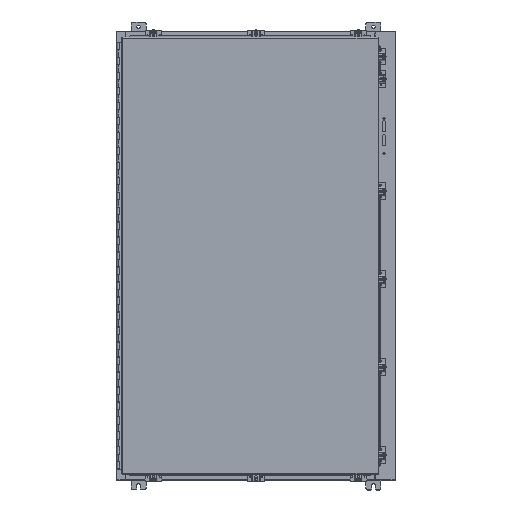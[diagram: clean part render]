
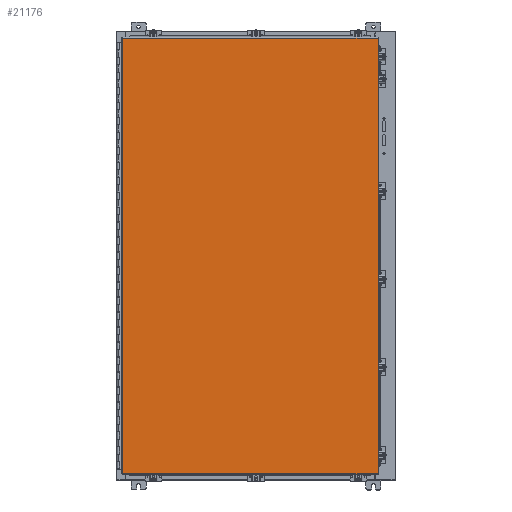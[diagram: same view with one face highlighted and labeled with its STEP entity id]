
A CAD part, top view. The second image highlights one B-rep face of the part: STEP entity #21176.
In plain terms, the highlighted planar face has unit normal (0, 0, 1).
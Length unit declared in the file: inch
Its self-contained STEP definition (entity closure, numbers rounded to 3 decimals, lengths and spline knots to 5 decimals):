
#1269=PLANE('',#22794);
#2192=FACE_OUTER_BOUND('',#3304,.T.);
#3304=EDGE_LOOP('',(#17592,#17593,#17594,#17595));
#5232=LINE('',#33708,#7268);
#5238=LINE('',#33789,#7274);
#5244=LINE('',#33871,#7280);
#5251=LINE('',#33952,#7287);
#7268=VECTOR('',#27540,58.1645);
#7274=VECTOR('',#27554,34.13325);
#7280=VECTOR('',#27568,58.1645);
#7287=VECTOR('',#27585,34.13325);
#9900=VERTEX_POINT('',#33699);
#9901=VERTEX_POINT('',#33707);
#9904=VERTEX_POINT('',#33781);
#9908=VERTEX_POINT('',#33863);
#12543=EDGE_CURVE('',#9901,#9900,#5232,.T.);
#12553=EDGE_CURVE('',#9900,#9904,#5238,.T.);
#12563=EDGE_CURVE('',#9904,#9908,#5244,.T.);
#12574=EDGE_CURVE('',#9908,#9901,#5251,.T.);
#17592=ORIENTED_EDGE('',*,*,#12543,.T.);
#17593=ORIENTED_EDGE('',*,*,#12553,.T.);
#17594=ORIENTED_EDGE('',*,*,#12563,.T.);
#17595=ORIENTED_EDGE('',*,*,#12574,.T.);
#21176=ADVANCED_FACE('',(#2192),#1269,.T.);
#22794=AXIS2_PLACEMENT_3D('',#34020,#27595,#27596);
#27540=DIRECTION('',(0.,1.,0.));
#27554=DIRECTION('',(-1.,0.,0.));
#27568=DIRECTION('',(0.,-1.,0.));
#27585=DIRECTION('',(1.,0.,0.));
#27595=DIRECTION('center_axis',(0.,0.,1.));
#27596=DIRECTION('ref_axis',(1.,0.,0.));
#33699=CARTESIAN_POINT('',(34.2385,58.26975,0.074));
#33707=CARTESIAN_POINT('',(34.2385,0.10525,0.074));
#33708=CARTESIAN_POINT('',(34.2385,14.64638,0.074));
#33781=CARTESIAN_POINT('',(0.10525,58.26975,0.074));
#33789=CARTESIAN_POINT('',(25.70519,58.26975,0.074));
#33863=CARTESIAN_POINT('',(0.10525,0.10525,0.074));
#33871=CARTESIAN_POINT('',(0.10525,43.72863,0.074));
#33952=CARTESIAN_POINT('',(8.63856,0.10525,0.074));
#34020=CARTESIAN_POINT('Origin',(17.17188,29.1875,0.074));
